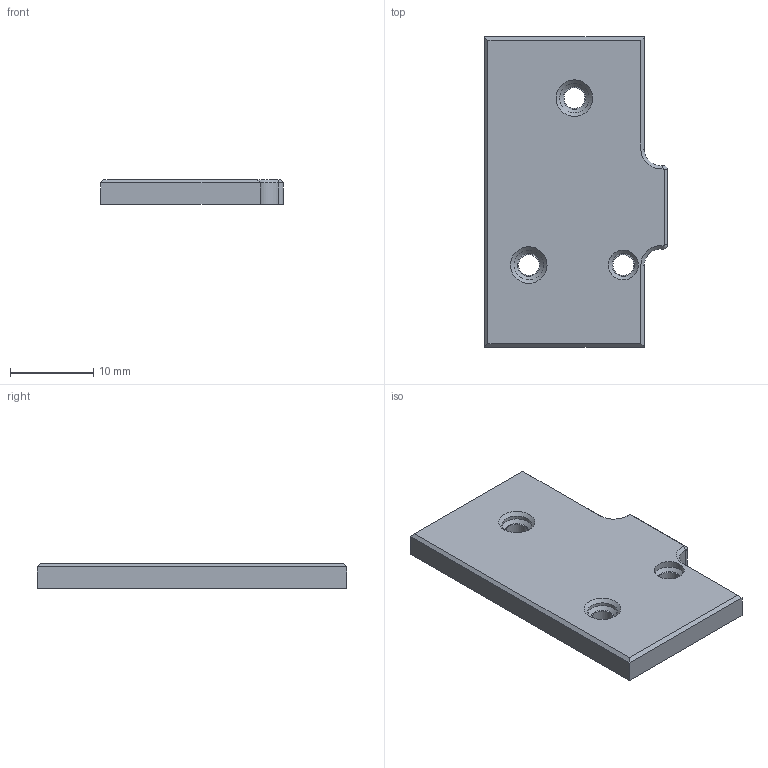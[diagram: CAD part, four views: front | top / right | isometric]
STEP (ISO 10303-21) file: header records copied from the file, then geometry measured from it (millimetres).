
FILE_DESCRIPTION(/* description */ (''),/* implementation_level */ '2;1');
FILE_NAME(/* name */ 'Buttom_Lid.stp',/* time_stamp */ '2022-07-24T15:20:34+02:00',/* author */ ('Rama'),/* organization */ (''),/* preprocessor_version */ 'ST-DEVELOPER v18.1',/* originating_system */ 'Autodesk Inventor 2022',/* authorisation */ '');
FILE_SCHEMA (('AUTOMOTIVE_DESIGN { 1 0 10303 214 3 1 1 }'));
Length unit declared in the file: millimetre
Products named in the file (1): Deckel
Bounding box: 21.98 x 37.3 x 3 mm (x, y, z)
Volume: 2041.6 mm3; surface area: 1898.4 mm2
Topology: 1 solids, 1 shells, 42 faces, 101 edges, 64 vertices
Faces by surface type: plane 23, cylinder 10, cone 9
Full cylindrical faces by diameter (mm): 2.5 x3, 3.6 x3
Entity records: 1274 total; most frequent: DIRECTION 221, CARTESIAN_POINT 208, ORIENTED_EDGE 202, EDGE_CURVE 101, AXIS2_PLACEMENT_3D 77, LINE 67, VECTOR 67, VERTEX_POINT 64
